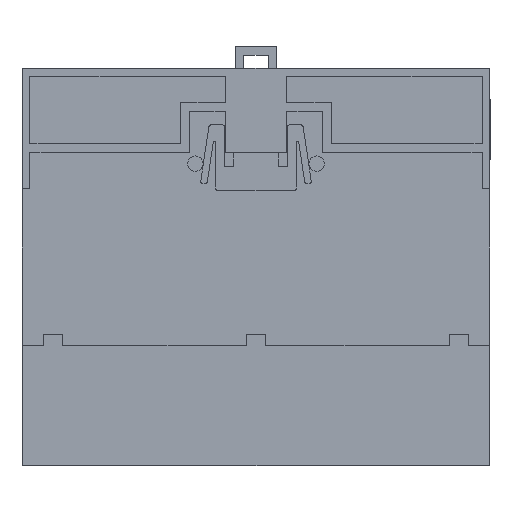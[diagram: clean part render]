
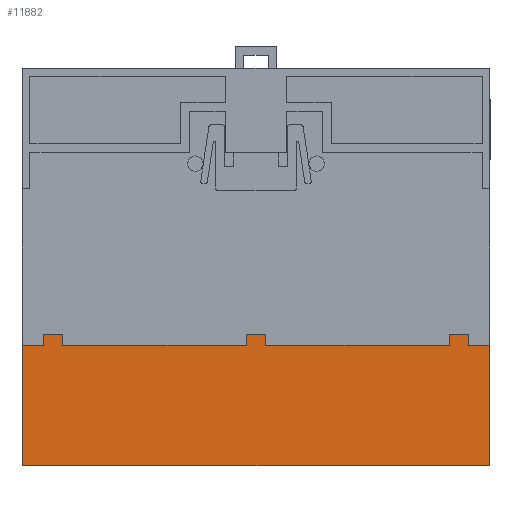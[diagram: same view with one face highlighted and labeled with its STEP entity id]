
A CAD part, front view. The second image highlights one B-rep face of the part: STEP entity #11882.
In plain terms, the highlighted planar face has unit normal (0, -1, 0).
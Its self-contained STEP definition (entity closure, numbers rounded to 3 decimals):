
#110 = DIRECTION ( 'NONE',  ( 0., 1., 0. ) ) ;
#141 = EDGE_CURVE ( 'NONE', #6733, #13294, #16687, .T. ) ;
#360 = LINE ( 'NONE', #9650, #13583 ) ;
#375 = CARTESIAN_POINT ( 'NONE',  ( 53., 0., -45. ) ) ;
#416 = CARTESIAN_POINT ( 'NONE',  ( -43.8, 0., 45. ) ) ;
#507 = ORIENTED_EDGE ( 'NONE', *, *, #12976, .F. ) ;
#591 = EDGE_LOOP ( 'NONE', ( #12358, #4191, #5937, #15783, #12226, #6079, #7378, #15586, #13454, #2846, #9863, #507, #1885, #2353, #11860, #9421, #4952, #13655 ) ) ;
#761 = CARTESIAN_POINT ( 'NONE',  ( 2.2, 0., 45. ) ) ;
#781 = VECTOR ( 'NONE', #1325, 1000. ) ;
#1088 = CARTESIAN_POINT ( 'NONE',  ( 43.8, 0., -17.7 ) ) ;
#1121 = EDGE_CURVE ( 'NONE', #8057, #15618, #8200, .T. ) ;
#1256 = EDGE_CURVE ( 'NONE', #14955, #3135, #10839, .T. ) ;
#1325 = DIRECTION ( 'NONE',  ( 1., 0., 0. ) ) ;
#1421 = DIRECTION ( 'NONE',  ( 0., 0., -1. ) ) ;
#1778 = CIRCLE ( 'NONE', #12088, 0.2 ) ;
#1828 = CARTESIAN_POINT ( 'NONE',  ( -43.8, 0., -17.7 ) ) ;
#1866 = DIRECTION ( 'NONE',  ( -1., 0., 0. ) ) ;
#1885 = ORIENTED_EDGE ( 'NONE', *, *, #10023, .T. ) ;
#2015 = LINE ( 'NONE', #12649, #10563 ) ;
#2026 = DIRECTION ( 'NONE',  ( 0., 0., 1. ) ) ;
#2236 = DIRECTION ( 'NONE',  ( 0., 0., -1. ) ) ;
#2353 = ORIENTED_EDGE ( 'NONE', *, *, #4964, .F. ) ;
#2408 = EDGE_CURVE ( 'NONE', #14064, #8057, #15484, .T. ) ;
#2515 = VERTEX_POINT ( 'NONE', #16818 ) ;
#2785 = VERTEX_POINT ( 'NONE', #14915 ) ;
#2817 = CARTESIAN_POINT ( 'NONE',  ( -48.2, 0., 45. ) ) ;
#2846 = ORIENTED_EDGE ( 'NONE', *, *, #3388, .F. ) ;
#2958 = CARTESIAN_POINT ( 'NONE',  ( -53., 0., -45. ) ) ;
#3135 = VERTEX_POINT ( 'NONE', #9114 ) ;
#3378 = CARTESIAN_POINT ( 'NONE',  ( -53., 0., -17.7 ) ) ;
#3388 = EDGE_CURVE ( 'NONE', #15096, #13294, #5072, .T. ) ;
#3389 = VERTEX_POINT ( 'NONE', #1828 ) ;
#3489 = DIRECTION ( 'NONE',  ( -1., 0., 0. ) ) ;
#3565 = LINE ( 'NONE', #7991, #8010 ) ;
#3575 = CARTESIAN_POINT ( 'NONE',  ( 53., 0., -15.2 ) ) ;
#3823 = AXIS2_PLACEMENT_3D ( 'NONE', #11598, #12686, #8872 ) ;
#4191 = ORIENTED_EDGE ( 'NONE', *, *, #1256, .F. ) ;
#4783 = CARTESIAN_POINT ( 'NONE',  ( 2.2, 0., -17.7 ) ) ;
#4788 = CARTESIAN_POINT ( 'NONE',  ( -43.8, 0., -15.2 ) ) ;
#4810 = DIRECTION ( 'NONE',  ( 1., 0., 0. ) ) ;
#4884 = DIRECTION ( 'NONE',  ( 0., 1., 0. ) ) ;
#4952 = ORIENTED_EDGE ( 'NONE', *, *, #16464, .T. ) ;
#4959 = DIRECTION ( 'NONE',  ( -1., 0., 0. ) ) ;
#4964 = EDGE_CURVE ( 'NONE', #11284, #3389, #14172, .T. ) ;
#5072 = LINE ( 'NONE', #761, #15044 ) ;
#5082 = LINE ( 'NONE', #16373, #10189 ) ;
#5254 = LINE ( 'NONE', #5926, #13011 ) ;
#5265 = CARTESIAN_POINT ( 'NONE',  ( -48.2, 0., -17.7 ) ) ;
#5357 = EDGE_CURVE ( 'NONE', #6733, #14064, #7890, .T. ) ;
#5926 = CARTESIAN_POINT ( 'NONE',  ( 53., 0., -45. ) ) ;
#5937 = ORIENTED_EDGE ( 'NONE', *, *, #10506, .F. ) ;
#6079 = ORIENTED_EDGE ( 'NONE', *, *, #1121, .F. ) ;
#6167 = VERTEX_POINT ( 'NONE', #15531 ) ;
#6664 = VERTEX_POINT ( 'NONE', #7389 ) ;
#6733 = VERTEX_POINT ( 'NONE', #1088 ) ;
#6832 = CARTESIAN_POINT ( 'NONE',  ( 43.8, 0., 45. ) ) ;
#6837 = VERTEX_POINT ( 'NONE', #5265 ) ;
#6951 = DIRECTION ( 'NONE',  ( 0., 0., -1. ) ) ;
#7062 = DIRECTION ( 'NONE',  ( 0., 0., -1. ) ) ;
#7144 = VECTOR ( 'NONE', #4810, 1000. ) ;
#7378 = ORIENTED_EDGE ( 'NONE', *, *, #2408, .F. ) ;
#7389 = CARTESIAN_POINT ( 'NONE',  ( -2.2, 0., -15.2 ) ) ;
#7410 = VECTOR ( 'NONE', #12245, 1000. ) ;
#7890 = LINE ( 'NONE', #6832, #8286 ) ;
#7991 = CARTESIAN_POINT ( 'NONE',  ( -2.2, 0., 45. ) ) ;
#8010 = VECTOR ( 'NONE', #9068, 1000. ) ;
#8039 = EDGE_CURVE ( 'NONE', #2515, #11753, #10717, .T. ) ;
#8057 = VERTEX_POINT ( 'NONE', #8442 ) ;
#8200 = LINE ( 'NONE', #11911, #14306 ) ;
#8264 = DIRECTION ( 'NONE',  ( -1., 0., 0. ) ) ;
#8271 = EDGE_CURVE ( 'NONE', #6167, #15618, #5082, .T. ) ;
#8286 = VECTOR ( 'NONE', #9328, 1000. ) ;
#8385 = DIRECTION ( 'NONE',  ( 0., 0., -1. ) ) ;
#8442 = CARTESIAN_POINT ( 'NONE',  ( 48.2, 0., -15.2 ) ) ;
#8872 = DIRECTION ( 'NONE',  ( 0., 0., 1. ) ) ;
#8882 = VECTOR ( 'NONE', #8385, 1000. ) ;
#9068 = DIRECTION ( 'NONE',  ( 0., 0., 1. ) ) ;
#9101 = EDGE_CURVE ( 'NONE', #2785, #6167, #5254, .T. ) ;
#9114 = CARTESIAN_POINT ( 'NONE',  ( -52.8, 0., -45. ) ) ;
#9116 = LINE ( 'NONE', #2817, #9929 ) ;
#9328 = DIRECTION ( 'NONE',  ( 0., 0., 1. ) ) ;
#9421 = ORIENTED_EDGE ( 'NONE', *, *, #9589, .F. ) ;
#9589 = EDGE_CURVE ( 'NONE', #6837, #12656, #9116, .T. ) ;
#9650 = CARTESIAN_POINT ( 'NONE',  ( -53., 0., -17.7 ) ) ;
#9737 = VERTEX_POINT ( 'NONE', #12465 ) ;
#9863 = ORIENTED_EDGE ( 'NONE', *, *, #9895, .F. ) ;
#9895 = EDGE_CURVE ( 'NONE', #6664, #15096, #11958, .T. ) ;
#9929 = VECTOR ( 'NONE', #12015, 1000. ) ;
#10023 = EDGE_CURVE ( 'NONE', #9737, #3389, #360, .T. ) ;
#10066 = FACE_OUTER_BOUND ( 'NONE', #591, .T. ) ;
#10189 = VECTOR ( 'NONE', #11151, 1000. ) ;
#10399 = DIRECTION ( 'NONE',  ( 0., 0., -1. ) ) ;
#10506 = EDGE_CURVE ( 'NONE', #2785, #14955, #1778, .T. ) ;
#10563 = VECTOR ( 'NONE', #4959, 1000. ) ;
#10717 = LINE ( 'NONE', #2958, #8882 ) ;
#10839 = LINE ( 'NONE', #375, #16320 ) ;
#10977 = CARTESIAN_POINT ( 'NONE',  ( -53., 0., -44.8 ) ) ;
#11151 = DIRECTION ( 'NONE',  ( -1., 0., 0. ) ) ;
#11284 = VERTEX_POINT ( 'NONE', #4788 ) ;
#11479 = PLANE ( 'NONE',  #3823 ) ;
#11598 = CARTESIAN_POINT ( 'NONE',  ( 53., 0., 45. ) ) ;
#11674 = AXIS2_PLACEMENT_3D ( 'NONE', #14316, #110, #1421 ) ;
#11677 = CARTESIAN_POINT ( 'NONE',  ( 2.2, 0., -15.2 ) ) ;
#11753 = VERTEX_POINT ( 'NONE', #10977 ) ;
#11860 = ORIENTED_EDGE ( 'NONE', *, *, #13188, .F. ) ;
#11873 = LINE ( 'NONE', #13607, #7410 ) ;
#11882 = ADVANCED_FACE ( 'NONE', ( #10066 ), #11479, .F. ) ;
#11911 = CARTESIAN_POINT ( 'NONE',  ( 48.2, 0., 45. ) ) ;
#11958 = LINE ( 'NONE', #13035, #781 ) ;
#12015 = DIRECTION ( 'NONE',  ( 0., 0., 1. ) ) ;
#12088 = AXIS2_PLACEMENT_3D ( 'NONE', #12690, #4884, #2236 ) ;
#12226 = ORIENTED_EDGE ( 'NONE', *, *, #8271, .T. ) ;
#12245 = DIRECTION ( 'NONE',  ( 1., 0., 0. ) ) ;
#12358 = ORIENTED_EDGE ( 'NONE', *, *, #13923, .F. ) ;
#12414 = VECTOR ( 'NONE', #3489, 1000. ) ;
#12465 = CARTESIAN_POINT ( 'NONE',  ( -2.2, 0., -17.7 ) ) ;
#12649 = CARTESIAN_POINT ( 'NONE',  ( -53., 0., -17.7 ) ) ;
#12656 = VERTEX_POINT ( 'NONE', #14873 ) ;
#12686 = DIRECTION ( 'NONE',  ( 0., 1., 0. ) ) ;
#12690 = CARTESIAN_POINT ( 'NONE',  ( 52.8, 0., -44.8 ) ) ;
#12882 = CIRCLE ( 'NONE', #11674, 0.2 ) ;
#12976 = EDGE_CURVE ( 'NONE', #9737, #6664, #3565, .T. ) ;
#13011 = VECTOR ( 'NONE', #2026, 1000. ) ;
#13035 = CARTESIAN_POINT ( 'NONE',  ( 53., 0., -15.2 ) ) ;
#13188 = EDGE_CURVE ( 'NONE', #12656, #11284, #11873, .T. ) ;
#13193 = CARTESIAN_POINT ( 'NONE',  ( 48.2, 0., -17.7 ) ) ;
#13294 = VERTEX_POINT ( 'NONE', #4783 ) ;
#13454 = ORIENTED_EDGE ( 'NONE', *, *, #141, .T. ) ;
#13583 = VECTOR ( 'NONE', #1866, 1000. ) ;
#13607 = CARTESIAN_POINT ( 'NONE',  ( 53., 0., -15.2 ) ) ;
#13655 = ORIENTED_EDGE ( 'NONE', *, *, #8039, .T. ) ;
#13923 = EDGE_CURVE ( 'NONE', #3135, #11753, #12882, .T. ) ;
#14064 = VERTEX_POINT ( 'NONE', #15788 ) ;
#14172 = LINE ( 'NONE', #416, #15396 ) ;
#14306 = VECTOR ( 'NONE', #10399, 1000. ) ;
#14316 = CARTESIAN_POINT ( 'NONE',  ( -52.8, 0., -44.8 ) ) ;
#14873 = CARTESIAN_POINT ( 'NONE',  ( -48.2, 0., -15.2 ) ) ;
#14915 = CARTESIAN_POINT ( 'NONE',  ( 53., 0., -44.8 ) ) ;
#14955 = VERTEX_POINT ( 'NONE', #16747 ) ;
#15044 = VECTOR ( 'NONE', #7062, 1000. ) ;
#15096 = VERTEX_POINT ( 'NONE', #11677 ) ;
#15396 = VECTOR ( 'NONE', #6951, 1000. ) ;
#15484 = LINE ( 'NONE', #3575, #7144 ) ;
#15531 = CARTESIAN_POINT ( 'NONE',  ( 53., 0., -17.7 ) ) ;
#15586 = ORIENTED_EDGE ( 'NONE', *, *, #5357, .F. ) ;
#15618 = VERTEX_POINT ( 'NONE', #13193 ) ;
#15783 = ORIENTED_EDGE ( 'NONE', *, *, #9101, .T. ) ;
#15788 = CARTESIAN_POINT ( 'NONE',  ( 43.8, 0., -15.2 ) ) ;
#16320 = VECTOR ( 'NONE', #8264, 1000. ) ;
#16373 = CARTESIAN_POINT ( 'NONE',  ( -53., 0., -17.7 ) ) ;
#16464 = EDGE_CURVE ( 'NONE', #6837, #2515, #2015, .T. ) ;
#16687 = LINE ( 'NONE', #3378, #12414 ) ;
#16747 = CARTESIAN_POINT ( 'NONE',  ( 52.8, 0., -45. ) ) ;
#16818 = CARTESIAN_POINT ( 'NONE',  ( -53., 0., -17.7 ) ) ;
